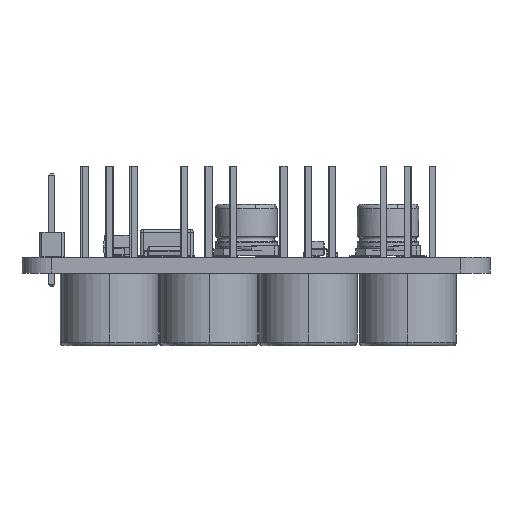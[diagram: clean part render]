
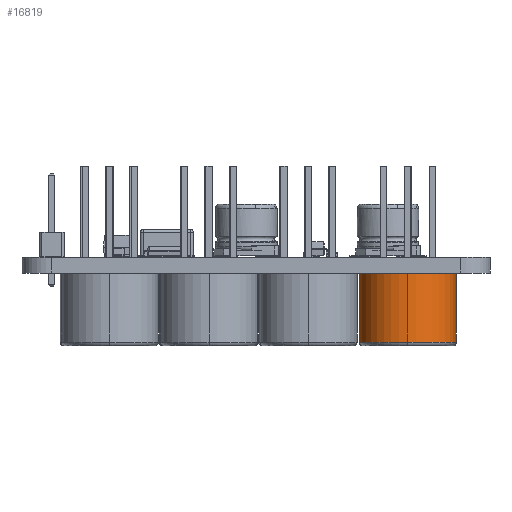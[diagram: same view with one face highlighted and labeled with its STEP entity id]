
A CAD part, front view. The second image highlights one B-rep face of the part: STEP entity #16819.
In plain terms, the highlighted cylindrical face has radius 4.95 mm (diameter 9.9 mm), a partial arc.
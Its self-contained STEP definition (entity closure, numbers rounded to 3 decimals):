
#16706 = VERTEX_POINT('',#16707);
#16707 = CARTESIAN_POINT('',(0.,7.,-4.95));
#16708 = VERTEX_POINT('',#16709);
#16709 = CARTESIAN_POINT('',(0.,7.,4.95));
#16792 = EDGE_CURVE('',#16708,#16793,#16795,.T.);
#16793 = VERTEX_POINT('',#16794);
#16794 = CARTESIAN_POINT('',(0.,0.,4.95));
#16795 = LINE('',#16796,#16797);
#16796 = CARTESIAN_POINT('',(0.,7.4,4.95));
#16797 = VECTOR('',#16798,1.);
#16798 = DIRECTION('',(-0.,-1.,-0.));
#16801 = VERTEX_POINT('',#16802);
#16802 = CARTESIAN_POINT('',(0.,0.,-4.95));
#16809 = EDGE_CURVE('',#16706,#16801,#16810,.T.);
#16810 = LINE('',#16811,#16812);
#16811 = CARTESIAN_POINT('',(0.,7.4,-4.95));
#16812 = VECTOR('',#16813,1.);
#16813 = DIRECTION('',(-0.,-1.,-0.));
#16819 = ADVANCED_FACE('',(#16820),#16838,.T.);
#16820 = FACE_BOUND('',#16821,.T.);
#16821 = EDGE_LOOP('',(#16822,#16823,#16830,#16831));
#16822 = ORIENTED_EDGE('',*,*,#16792,.F.);
#16823 = ORIENTED_EDGE('',*,*,#16824,.T.);
#16824 = EDGE_CURVE('',#16708,#16706,#16825,.T.);
#16825 = CIRCLE('',#16826,4.95);
#16826 = AXIS2_PLACEMENT_3D('',#16827,#16828,#16829);
#16827 = CARTESIAN_POINT('',(0.,7.,0.));
#16828 = DIRECTION('',(0.,-1.,0.));
#16829 = DIRECTION('',(0.,0.,1.));
#16830 = ORIENTED_EDGE('',*,*,#16809,.T.);
#16831 = ORIENTED_EDGE('',*,*,#16832,.T.);
#16832 = EDGE_CURVE('',#16801,#16793,#16833,.T.);
#16833 = CIRCLE('',#16834,4.95);
#16834 = AXIS2_PLACEMENT_3D('',#16835,#16836,#16837);
#16835 = CARTESIAN_POINT('',(0.,0.,0.));
#16836 = DIRECTION('',(0.,1.,0.));
#16837 = DIRECTION('',(0.,-0.,1.));
#16838 = CYLINDRICAL_SURFACE('',#16839,4.95);
#16839 = AXIS2_PLACEMENT_3D('',#16840,#16841,#16842);
#16840 = CARTESIAN_POINT('',(0.,7.4,0.));
#16841 = DIRECTION('',(-0.,-1.,-0.));
#16842 = DIRECTION('',(0.,0.,-1.));
